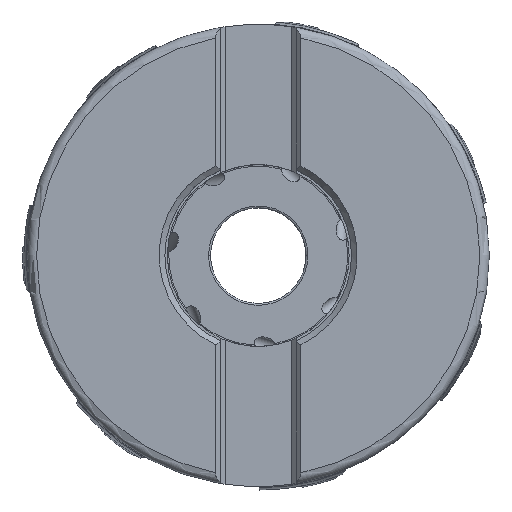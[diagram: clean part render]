
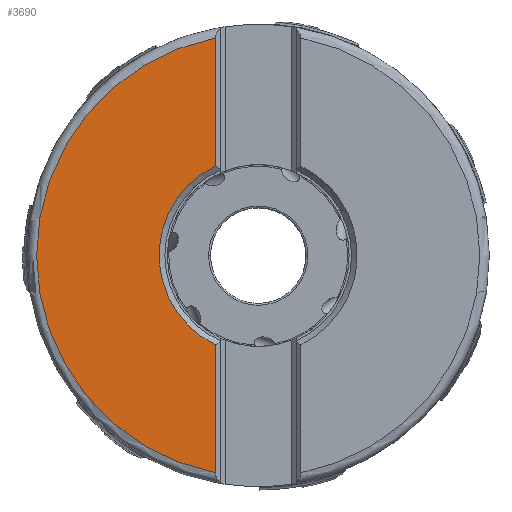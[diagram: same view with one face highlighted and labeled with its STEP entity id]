
A CAD part, top view. The second image highlights one B-rep face of the part: STEP entity #3690.
In plain terms, the highlighted planar face has unit normal (0, 0, 1).
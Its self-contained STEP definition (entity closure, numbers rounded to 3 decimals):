
#1132=PLANE('',#19826);
#1889=LINE('',#45165,#2800);
#1890=LINE('',#45283,#2801);
#2800=VECTOR('',#23515,1.);
#2801=VECTOR('',#23534,1.);
#3690=ADVANCED_FACE('',(#4790),#1132,.F.);
#4790=FACE_OUTER_BOUND('',#5830,.T.);
#5830=EDGE_LOOP('',(#11335,#11336,#11337,#11338));
#11335=ORIENTED_EDGE('',*,*,#17076,.T.);
#11336=ORIENTED_EDGE('',*,*,#17084,.T.);
#11337=ORIENTED_EDGE('',*,*,#17085,.T.);
#11338=ORIENTED_EDGE('',*,*,#17070,.T.);
#14501=VERTEX_POINT('',#45166);
#14502=VERTEX_POINT('',#45167);
#14504=VERTEX_POINT('',#45213);
#14512=VERTEX_POINT('',#45284);
#17070=EDGE_CURVE('',#14501,#14502,#1889,.T.);
#17076=EDGE_CURVE('',#14502,#14504,#18135,.T.);
#17084=EDGE_CURVE('',#14504,#14512,#1890,.T.);
#17085=EDGE_CURVE('',#14512,#14501,#18139,.T.);
#18135=CIRCLE('',#19819,46.419);
#18139=CIRCLE('',#19825,20.75);
#19819=AXIS2_PLACEMENT_3D('',#45214,#23522,#23523);
#19825=AXIS2_PLACEMENT_3D('',#45285,#23535,#23536);
#19826=AXIS2_PLACEMENT_3D('',#45286,#23537,#23538);
#23515=DIRECTION('',(0.,1.,0.));
#23522=DIRECTION('',(0.,0.,1.));
#23523=DIRECTION('',(-0.193,0.981,0.));
#23534=DIRECTION('',(0.,1.,0.));
#23535=DIRECTION('',(0.,0.,-1.));
#23536=DIRECTION('',(-0.431,-0.902,0.));
#23537=DIRECTION('',(0.,0.,-1.));
#23538=DIRECTION('',(-1.,0.,0.));
#45165=CARTESIAN_POINT('',(-8.938,18.727,0.));
#45166=CARTESIAN_POINT('',(-8.938,18.727,0.));
#45167=CARTESIAN_POINT('',(-8.938,45.55,0.));
#45213=CARTESIAN_POINT('',(-8.938,-45.55,0.));
#45214=CARTESIAN_POINT('',(0.,0.,0.));
#45283=CARTESIAN_POINT('',(-8.938,-45.55,0.));
#45284=CARTESIAN_POINT('',(-8.938,-18.727,0.));
#45285=CARTESIAN_POINT('',(0.,0.,0.));
#45286=CARTESIAN_POINT('',(0.,0.,0.));
